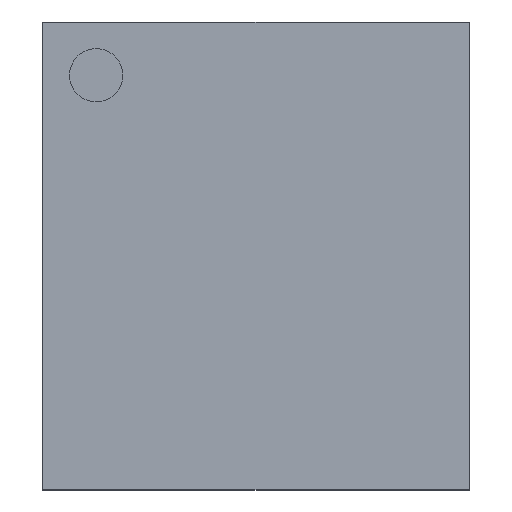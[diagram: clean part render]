
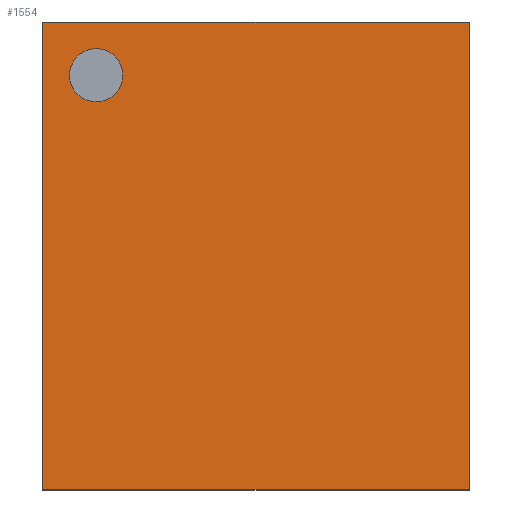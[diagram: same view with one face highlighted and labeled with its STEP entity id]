
A CAD part, top view. The second image highlights one B-rep face of the part: STEP entity #1554.
In plain terms, the highlighted planar face has unit normal (0, 0, 1).
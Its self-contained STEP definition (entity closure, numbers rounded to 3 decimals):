
#1365 = VERTEX_POINT('',#1366);
#1366 = CARTESIAN_POINT('',(-2.863,-3.143,0.965));
#1373 = PLANE('',#1374);
#1374 = AXIS2_PLACEMENT_3D('',#1375,#1376,#1377);
#1375 = CARTESIAN_POINT('',(-2.863,-3.143,0.35));
#1376 = DIRECTION('',(1.,0.,0.));
#1377 = DIRECTION('',(0.,0.,1.));
#1385 = PLANE('',#1386);
#1386 = AXIS2_PLACEMENT_3D('',#1387,#1388,#1389);
#1387 = CARTESIAN_POINT('',(-2.863,-3.143,0.35));
#1388 = DIRECTION('',(0.,1.,0.));
#1389 = DIRECTION('',(0.,0.,1.));
#1426 = VERTEX_POINT('',#1427);
#1427 = CARTESIAN_POINT('',(-2.863,3.143,0.965));
#1441 = PLANE('',#1442);
#1442 = AXIS2_PLACEMENT_3D('',#1443,#1444,#1445);
#1443 = CARTESIAN_POINT('',(-2.863,3.143,0.35));
#1444 = DIRECTION('',(0.,1.,0.));
#1445 = DIRECTION('',(0.,0.,1.));
#1453 = EDGE_CURVE('',#1365,#1426,#1454,.T.);
#1454 = SURFACE_CURVE('',#1455,(#1459,#1466),.PCURVE_S1.);
#1455 = LINE('',#1456,#1457);
#1456 = CARTESIAN_POINT('',(-2.863,-3.143,0.965));
#1457 = VECTOR('',#1458,1.);
#1458 = DIRECTION('',(0.,1.,0.));
#1459 = PCURVE('',#1373,#1460);
#1460 = DEFINITIONAL_REPRESENTATION('',(#1461),#1465);
#1461 = LINE('',#1462,#1463);
#1462 = CARTESIAN_POINT('',(0.615,0.));
#1463 = VECTOR('',#1464,1.);
#1464 = DIRECTION('',(0.,-1.));
#1465 = ( GEOMETRIC_REPRESENTATION_CONTEXT(2) 
PARAMETRIC_REPRESENTATION_CONTEXT() REPRESENTATION_CONTEXT('2D SPACE',''
  ) );
#1466 = PCURVE('',#1467,#1472);
#1467 = PLANE('',#1468);
#1468 = AXIS2_PLACEMENT_3D('',#1469,#1470,#1471);
#1469 = CARTESIAN_POINT('',(-2.863,-3.143,0.965));
#1470 = DIRECTION('',(0.,0.,1.));
#1471 = DIRECTION('',(1.,0.,0.));
#1472 = DEFINITIONAL_REPRESENTATION('',(#1473),#1477);
#1473 = LINE('',#1474,#1475);
#1474 = CARTESIAN_POINT('',(0.,0.));
#1475 = VECTOR('',#1476,1.);
#1476 = DIRECTION('',(0.,1.));
#1477 = ( GEOMETRIC_REPRESENTATION_CONTEXT(2) 
PARAMETRIC_REPRESENTATION_CONTEXT() REPRESENTATION_CONTEXT('2D SPACE',''
  ) );
#1506 = EDGE_CURVE('',#1365,#1507,#1509,.T.);
#1507 = VERTEX_POINT('',#1508);
#1508 = CARTESIAN_POINT('',(2.863,-3.143,0.965));
#1509 = SURFACE_CURVE('',#1510,(#1514,#1521),.PCURVE_S1.);
#1510 = LINE('',#1511,#1512);
#1511 = CARTESIAN_POINT('',(-2.863,-3.143,0.965));
#1512 = VECTOR('',#1513,1.);
#1513 = DIRECTION('',(1.,0.,0.));
#1514 = PCURVE('',#1385,#1515);
#1515 = DEFINITIONAL_REPRESENTATION('',(#1516),#1520);
#1516 = LINE('',#1517,#1518);
#1517 = CARTESIAN_POINT('',(0.615,0.));
#1518 = VECTOR('',#1519,1.);
#1519 = DIRECTION('',(0.,1.));
#1520 = ( GEOMETRIC_REPRESENTATION_CONTEXT(2) 
PARAMETRIC_REPRESENTATION_CONTEXT() REPRESENTATION_CONTEXT('2D SPACE',''
  ) );
#1521 = PCURVE('',#1467,#1522);
#1522 = DEFINITIONAL_REPRESENTATION('',(#1523),#1527);
#1523 = LINE('',#1524,#1525);
#1524 = CARTESIAN_POINT('',(0.,0.));
#1525 = VECTOR('',#1526,1.);
#1526 = DIRECTION('',(1.,0.));
#1527 = ( GEOMETRIC_REPRESENTATION_CONTEXT(2) 
PARAMETRIC_REPRESENTATION_CONTEXT() REPRESENTATION_CONTEXT('2D SPACE',''
  ) );
#1543 = PLANE('',#1544);
#1544 = AXIS2_PLACEMENT_3D('',#1545,#1546,#1547);
#1545 = CARTESIAN_POINT('',(2.863,-3.143,0.35));
#1546 = DIRECTION('',(1.,0.,0.));
#1547 = DIRECTION('',(0.,0.,1.));
#1554 = ADVANCED_FACE('',(#1555,#1603),#1467,.T.);
#1555 = FACE_BOUND('',#1556,.T.);
#1556 = EDGE_LOOP('',(#1557,#1558,#1559,#1582));
#1557 = ORIENTED_EDGE('',*,*,#1453,.F.);
#1558 = ORIENTED_EDGE('',*,*,#1506,.T.);
#1559 = ORIENTED_EDGE('',*,*,#1560,.T.);
#1560 = EDGE_CURVE('',#1507,#1561,#1563,.T.);
#1561 = VERTEX_POINT('',#1562);
#1562 = CARTESIAN_POINT('',(2.863,3.143,0.965));
#1563 = SURFACE_CURVE('',#1564,(#1568,#1575),.PCURVE_S1.);
#1564 = LINE('',#1565,#1566);
#1565 = CARTESIAN_POINT('',(2.863,-3.143,0.965));
#1566 = VECTOR('',#1567,1.);
#1567 = DIRECTION('',(0.,1.,0.));
#1568 = PCURVE('',#1467,#1569);
#1569 = DEFINITIONAL_REPRESENTATION('',(#1570),#1574);
#1570 = LINE('',#1571,#1572);
#1571 = CARTESIAN_POINT('',(5.725,0.));
#1572 = VECTOR('',#1573,1.);
#1573 = DIRECTION('',(0.,1.));
#1574 = ( GEOMETRIC_REPRESENTATION_CONTEXT(2) 
PARAMETRIC_REPRESENTATION_CONTEXT() REPRESENTATION_CONTEXT('2D SPACE',''
  ) );
#1575 = PCURVE('',#1543,#1576);
#1576 = DEFINITIONAL_REPRESENTATION('',(#1577),#1581);
#1577 = LINE('',#1578,#1579);
#1578 = CARTESIAN_POINT('',(0.615,0.));
#1579 = VECTOR('',#1580,1.);
#1580 = DIRECTION('',(0.,-1.));
#1581 = ( GEOMETRIC_REPRESENTATION_CONTEXT(2) 
PARAMETRIC_REPRESENTATION_CONTEXT() REPRESENTATION_CONTEXT('2D SPACE',''
  ) );
#1582 = ORIENTED_EDGE('',*,*,#1583,.F.);
#1583 = EDGE_CURVE('',#1426,#1561,#1584,.T.);
#1584 = SURFACE_CURVE('',#1585,(#1589,#1596),.PCURVE_S1.);
#1585 = LINE('',#1586,#1587);
#1586 = CARTESIAN_POINT('',(-2.863,3.143,0.965));
#1587 = VECTOR('',#1588,1.);
#1588 = DIRECTION('',(1.,0.,0.));
#1589 = PCURVE('',#1467,#1590);
#1590 = DEFINITIONAL_REPRESENTATION('',(#1591),#1595);
#1591 = LINE('',#1592,#1593);
#1592 = CARTESIAN_POINT('',(0.,6.285));
#1593 = VECTOR('',#1594,1.);
#1594 = DIRECTION('',(1.,0.));
#1595 = ( GEOMETRIC_REPRESENTATION_CONTEXT(2) 
PARAMETRIC_REPRESENTATION_CONTEXT() REPRESENTATION_CONTEXT('2D SPACE',''
  ) );
#1596 = PCURVE('',#1441,#1597);
#1597 = DEFINITIONAL_REPRESENTATION('',(#1598),#1602);
#1598 = LINE('',#1599,#1600);
#1599 = CARTESIAN_POINT('',(0.615,0.));
#1600 = VECTOR('',#1601,1.);
#1601 = DIRECTION('',(0.,1.));
#1602 = ( GEOMETRIC_REPRESENTATION_CONTEXT(2) 
PARAMETRIC_REPRESENTATION_CONTEXT() REPRESENTATION_CONTEXT('2D SPACE',''
  ) );
#1603 = FACE_BOUND('',#1604,.T.);
#1604 = EDGE_LOOP('',(#1605));
#1605 = ORIENTED_EDGE('',*,*,#1606,.F.);
#1606 = EDGE_CURVE('',#1607,#1607,#1609,.T.);
#1607 = VERTEX_POINT('',#1608);
#1608 = CARTESIAN_POINT('',(-1.789,2.427,0.965));
#1609 = SURFACE_CURVE('',#1610,(#1615,#1622),.PCURVE_S1.);
#1610 = CIRCLE('',#1611,0.358);
#1611 = AXIS2_PLACEMENT_3D('',#1612,#1613,#1614);
#1612 = CARTESIAN_POINT('',(-2.147,2.427,0.965));
#1613 = DIRECTION('',(0.,0.,1.));
#1614 = DIRECTION('',(1.,0.,0.));
#1615 = PCURVE('',#1467,#1616);
#1616 = DEFINITIONAL_REPRESENTATION('',(#1617),#1621);
#1617 = CIRCLE('',#1618,0.358);
#1618 = AXIS2_PLACEMENT_2D('',#1619,#1620);
#1619 = CARTESIAN_POINT('',(0.716,5.569));
#1620 = DIRECTION('',(1.,0.));
#1621 = ( GEOMETRIC_REPRESENTATION_CONTEXT(2) 
PARAMETRIC_REPRESENTATION_CONTEXT() REPRESENTATION_CONTEXT('2D SPACE',''
  ) );
#1622 = PCURVE('',#1623,#1628);
#1623 = CYLINDRICAL_SURFACE('',#1624,0.358);
#1624 = AXIS2_PLACEMENT_3D('',#1625,#1626,#1627);
#1625 = CARTESIAN_POINT('',(-2.147,2.427,0.869));
#1626 = DIRECTION('',(0.,0.,1.));
#1627 = DIRECTION('',(1.,0.,0.));
#1628 = DEFINITIONAL_REPRESENTATION('',(#1629),#1633);
#1629 = LINE('',#1630,#1631);
#1630 = CARTESIAN_POINT('',(0.,0.097));
#1631 = VECTOR('',#1632,1.);
#1632 = DIRECTION('',(1.,0.));
#1633 = ( GEOMETRIC_REPRESENTATION_CONTEXT(2) 
PARAMETRIC_REPRESENTATION_CONTEXT() REPRESENTATION_CONTEXT('2D SPACE',''
  ) );
